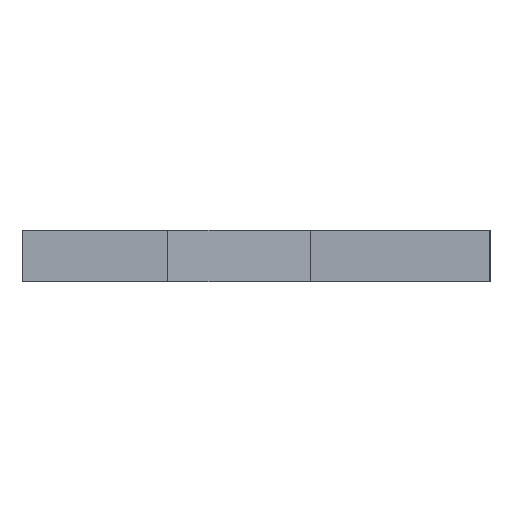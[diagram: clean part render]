
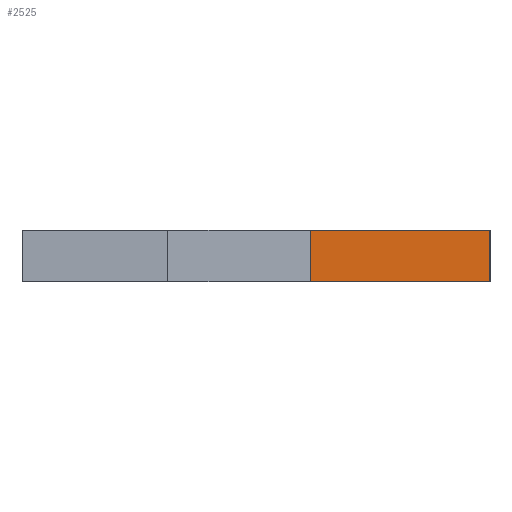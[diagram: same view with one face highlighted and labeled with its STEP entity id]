
A CAD part, left-side view. The second image highlights one B-rep face of the part: STEP entity #2525.
In plain terms, the highlighted planar face has unit normal (-1, 0, 0).
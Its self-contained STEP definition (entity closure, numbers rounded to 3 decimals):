
#884=DIRECTION('',(0.,1.,0.));
#885=VECTOR('',#884,27.706);
#886=CARTESIAN_POINT('',(137.53,-109.201,0.));
#887=LINE('',#886,#885);
#951=DIRECTION('',(0.,0.,-1.));
#952=VECTOR('',#951,8.);
#953=CARTESIAN_POINT('',(137.53,-81.494,8.));
#954=LINE('',#953,#952);
#958=DIRECTION('',(0.,1.,0.));
#959=VECTOR('',#958,27.706);
#960=CARTESIAN_POINT('',(137.53,-109.201,8.));
#961=LINE('',#960,#959);
#1056=DIRECTION('',(0.,0.,-1.));
#1057=VECTOR('',#1056,8.);
#1058=CARTESIAN_POINT('',(137.53,-109.201,8.));
#1059=LINE('',#1058,#1057);
#2186=CARTESIAN_POINT('',(137.53,-81.494,0.));
#2188=VERTEX_POINT('',#2186);
#2190=CARTESIAN_POINT('',(137.53,-81.494,8.));
#2191=VERTEX_POINT('',#2190);
#2214=CARTESIAN_POINT('',(137.53,-109.201,0.));
#2215=VERTEX_POINT('',#2214);
#2216=CARTESIAN_POINT('',(137.53,-109.201,8.));
#2217=VERTEX_POINT('',#2216);
#2511=CARTESIAN_POINT('',(137.53,-81.494,0.));
#2512=DIRECTION('',(-1.,0.,0.));
#2513=DIRECTION('',(0.,-1.,0.));
#2514=AXIS2_PLACEMENT_3D('',#2511,#2512,#2513);
#2515=PLANE('',#2514);
#2516=ORIENTED_EDGE('',*,*,#2475,.T.);
#2518=ORIENTED_EDGE('',*,*,#2517,.F.);
#2520=ORIENTED_EDGE('',*,*,#2519,.F.);
#2522=ORIENTED_EDGE('',*,*,#2521,.T.);
#2523=EDGE_LOOP('',(#2516,#2518,#2520,#2522));
#2524=FACE_OUTER_BOUND('',#2523,.F.);
#2475=EDGE_CURVE('',#2215,#2188,#887,.T.);
#2517=EDGE_CURVE('',#2191,#2188,#954,.T.);
#2519=EDGE_CURVE('',#2217,#2191,#961,.T.);
#2521=EDGE_CURVE('',#2217,#2215,#1059,.T.);
#2525=ADVANCED_FACE('',(#2524),#2515,.T.);
